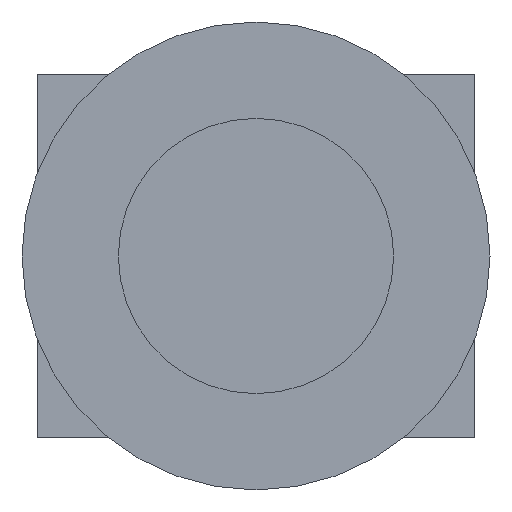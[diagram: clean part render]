
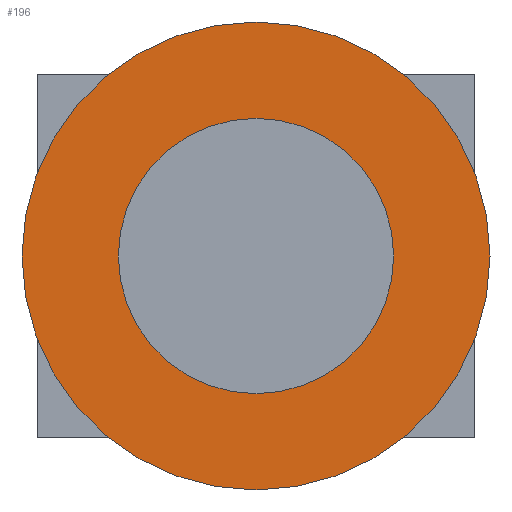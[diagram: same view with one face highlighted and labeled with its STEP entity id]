
A CAD part, front view. The second image highlights one B-rep face of the part: STEP entity #196.
In plain terms, the highlighted planar face has unit normal (0, -1, 0).
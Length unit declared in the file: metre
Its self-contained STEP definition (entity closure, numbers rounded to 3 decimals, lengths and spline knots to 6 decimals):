
#196 = ADVANCED_FACE( '', ( #444, #445 ), #446, .T. );
#216 = EDGE_CURVE( '', #473, #473, #474, .T. );
#238 = EDGE_CURVE( '', #501, #501, #502, .T. );
#444 = FACE_OUTER_BOUND( '', #763, .T. );
#445 = FACE_BOUND( '', #764, .T. );
#446 = PLANE( '', #765 );
#473 = VERTEX_POINT( '', #805 );
#474 = CIRCLE( '', #806, 0.003 );
#501 = VERTEX_POINT( '', #848 );
#502 = CIRCLE( '', #849, 0.0051 );
#763 = EDGE_LOOP( '', ( #1105 ) );
#764 = EDGE_LOOP( '', ( #1106 ) );
#765 = AXIS2_PLACEMENT_3D( '', #1107, #1108, #1109 );
#805 = CARTESIAN_POINT( '', ( 0.003, -0.000376, 0.003954 ) );
#806 = AXIS2_PLACEMENT_3D( '', #1135, #1136, #1137 );
#848 = CARTESIAN_POINT( '', ( 0.0051, -0.000376, 0.003954 ) );
#849 = AXIS2_PLACEMENT_3D( '', #1173, #1174, #1175 );
#1105 = ORIENTED_EDGE( '', *, *, #238, .T. );
#1106 = ORIENTED_EDGE( '', *, *, #216, .F. );
#1107 = CARTESIAN_POINT( '', ( 0., -0.000376, 0.003954 ) );
#1108 = DIRECTION( '', ( 0., -1., 0. ) );
#1109 = DIRECTION( '', ( -1., 0., 0. ) );
#1135 = CARTESIAN_POINT( '', ( 0., -0.000376, 0.003954 ) );
#1136 = DIRECTION( '', ( 0., -1., 0. ) );
#1137 = DIRECTION( '', ( 1., 0., 0. ) );
#1173 = CARTESIAN_POINT( '', ( 0., -0.000376, 0.003954 ) );
#1174 = DIRECTION( '', ( 0., -1., 0. ) );
#1175 = DIRECTION( '', ( 1., 0., 0. ) );
